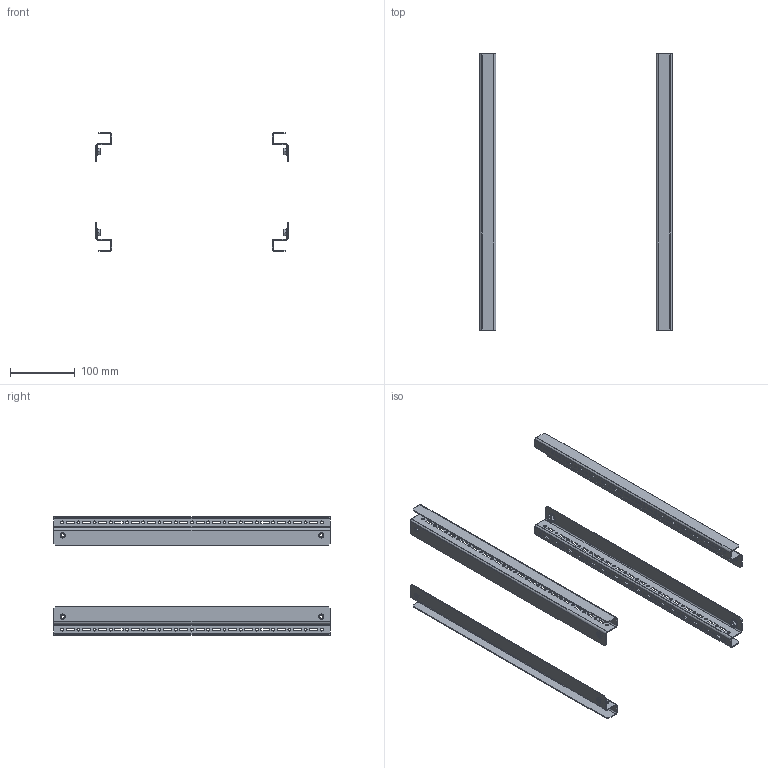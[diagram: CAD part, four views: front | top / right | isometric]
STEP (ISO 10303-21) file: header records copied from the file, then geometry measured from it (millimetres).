
FILE_DESCRIPTION (( 'STEP AP203' ), '1' );
FILE_NAME ('U0543500502 Êîìïëåêò ñòîåê äëÿ âíóòðåííåãî ìîíòàæà UC2_UC2M 50.00 (4øò) (000.801.048).STEP', '2022-04-29T05:33:21', ( '' ), ( '' ), 'SwSTEP 2.0', 'SolidWorks 2017', '' );
FILE_SCHEMA (( 'CONFIG_CONTROL_DESIGN' ));
Length unit declared in the file: millimetre
Products named in the file (3): U0543500502 Êîìïëåêò ñòîåê äëÿ âíóòðåííåãî ìîíòàæà UC2_UC2M 50.00 (4øò) (000.801.048); 054-113 栺鍣罻_00 (50); hex flange nut_din_Hexagon Flange Nut DIN 6923 - M6 - N
Assembly tree (12 placements, depth 2):
  U0543500502 Êîìïëåêò ñòîåê äëÿ âíóòðåííåãî ìîíòàæà UC2_UC2M 50.00 (4øò) (000.801.048)
    054-113 栺鍣罻_00 (50)  x4
    hex flange nut_din_Hexagon Flange Nut DIN 6923 - M6 - N  x8
Bounding box: 297.2 x 426 x 183 mm (x, y, z)
Volume: 204319.1 mm3; surface area: 287164.7 mm2
Topology: 12 solids, 12 shells, 1192 faces, 3248 edges, 2080 vertices
Faces by surface type: plane 688, cylinder 344, cone 96, bspline 48, torus 16
Entity records: 9569 total; most frequent: CARTESIAN_POINT 1787, ORIENTED_EDGE 1484, DIRECTION 1438, EDGE_CURVE 742, LINE 532, VECTOR 532, VERTEX_POINT 480, AXIS2_PLACEMENT_3D 453
